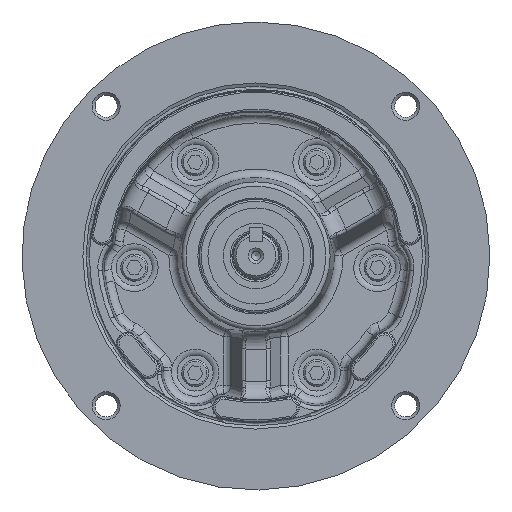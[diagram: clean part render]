
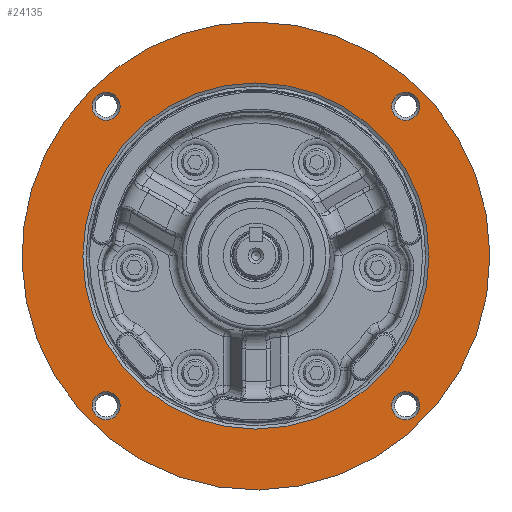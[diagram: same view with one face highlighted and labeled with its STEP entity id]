
A CAD part, top view. The second image highlights one B-rep face of the part: STEP entity #24135.
In plain terms, the highlighted face is planar.
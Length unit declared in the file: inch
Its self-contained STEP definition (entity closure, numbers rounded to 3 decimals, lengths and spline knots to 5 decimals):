
#191 = EDGE_LOOP ( 'NONE', ( #10572 ) ) ;
#669 = AXIS2_PLACEMENT_3D ( 'NONE', #21252, #33387, #24429 ) ;
#1230 = VERTEX_POINT ( 'NONE', #6782 ) ;
#1580 = CARTESIAN_POINT ( 'NONE',  ( 0., 2.08, -1.885 ) ) ;
#2818 = AXIS2_PLACEMENT_3D ( 'NONE', #25942, #38045, #10845 ) ;
#3868 = DIRECTION ( 'NONE',  ( 0., 0., 1. ) ) ;
#4019 = VERTEX_POINT ( 'NONE', #33632 ) ;
#4271 = FACE_BOUND ( 'NONE', #191, .T. ) ;
#4515 = CARTESIAN_POINT ( 'NONE',  ( 0., 0., 0. ) ) ;
#4642 = DIRECTION ( 'NONE',  ( -1., 0., 0. ) ) ;
#5078 = DIRECTION ( 'NONE',  ( 0., 1., 0. ) ) ;
#6023 = VERTEX_POINT ( 'NONE', #8274 ) ;
#6156 = EDGE_CURVE ( 'NONE', #6584, #6584, #19079, .T. ) ;
#6412 = DIRECTION ( 'NONE',  ( -1., 0., 0. ) ) ;
#6584 = VERTEX_POINT ( 'NONE', #37004 ) ;
#6782 = CARTESIAN_POINT ( 'NONE',  ( 0., -2.08, 2.275 ) ) ;
#6874 = EDGE_CURVE ( 'NONE', #1230, #1230, #37152, .T. ) ;
#8274 = CARTESIAN_POINT ( 'NONE',  ( 0., 2.08, 2.275 ) ) ;
#8327 = EDGE_CURVE ( 'NONE', #4019, #4019, #37238, .T. ) ;
#8620 = AXIS2_PLACEMENT_3D ( 'NONE', #4515, #16656, #5078 ) ;
#9265 = EDGE_LOOP ( 'NONE', ( #38029 ) ) ;
#9627 = FACE_BOUND ( 'NONE', #25830, .T. ) ;
#10422 = FACE_BOUND ( 'NONE', #23037, .T. ) ;
#10572 = ORIENTED_EDGE ( 'NONE', *, *, #38038, .F. ) ;
#10845 = DIRECTION ( 'NONE',  ( 0., 0., 1. ) ) ;
#11891 = ORIENTED_EDGE ( 'NONE', *, *, #22607, .F. ) ;
#12358 = CIRCLE ( 'NONE', #25066, 0.195 ) ;
#13134 = DIRECTION ( 'NONE',  ( -1., 0., 0. ) ) ;
#13934 = ORIENTED_EDGE ( 'NONE', *, *, #6874, .F. ) ;
#16314 = DIRECTION ( 'NONE',  ( 0., 0., 1. ) ) ;
#16656 = DIRECTION ( 'NONE',  ( 1., 0., 0. ) ) ;
#19079 = CIRCLE ( 'NONE', #669, 2.40382 ) ;
#19117 = DIRECTION ( 'NONE',  ( 0., 0., 1. ) ) ;
#19564 = DIRECTION ( 'NONE',  ( 0., -1., 0. ) ) ;
#19759 = CARTESIAN_POINT ( 'NONE',  ( 0., 0., 0. ) ) ;
#21252 = CARTESIAN_POINT ( 'NONE',  ( 0., 0., 0. ) ) ;
#21660 = CARTESIAN_POINT ( 'NONE',  ( 0., -2.08, 2.08 ) ) ;
#21894 = CARTESIAN_POINT ( 'NONE',  ( 0., 2.08, -2.08 ) ) ;
#22607 = EDGE_CURVE ( 'NONE', #30209, #30209, #12358, .T. ) ;
#23037 = EDGE_LOOP ( 'NONE', ( #11891 ) ) ;
#23103 = AXIS2_PLACEMENT_3D ( 'NONE', #21894, #36999, #19117 ) ;
#24135 = ADVANCED_FACE ( 'NONE', ( #31517, #4271, #28525, #10422, #9627, #34674 ), #28910, .T. ) ;
#24429 = DIRECTION ( 'NONE',  ( 0., 1., 0. ) ) ;
#25066 = AXIS2_PLACEMENT_3D ( 'NONE', #34258, #6412, #3868 ) ;
#25109 = AXIS2_PLACEMENT_3D ( 'NONE', #21660, #13134, #16314 ) ;
#25443 = ORIENTED_EDGE ( 'NONE', *, *, #6156, .T. ) ;
#25830 = EDGE_LOOP ( 'NONE', ( #25443 ) ) ;
#25942 = CARTESIAN_POINT ( 'NONE',  ( 0., 2.08, 2.08 ) ) ;
#26176 = EDGE_LOOP ( 'NONE', ( #36564 ) ) ;
#28218 = CIRCLE ( 'NONE', #23103, 0.195 ) ;
#28525 = FACE_BOUND ( 'NONE', #30907, .T. ) ;
#28910 = PLANE ( 'NONE',  #30187 ) ;
#30025 = CIRCLE ( 'NONE', #2818, 0.195 ) ;
#30187 = AXIS2_PLACEMENT_3D ( 'NONE', #19759, #4642, #19564 ) ;
#30209 = VERTEX_POINT ( 'NONE', #33393 ) ;
#30907 = EDGE_LOOP ( 'NONE', ( #13934 ) ) ;
#31517 = FACE_BOUND ( 'NONE', #9265, .T. ) ;
#31794 = VERTEX_POINT ( 'NONE', #1580 ) ;
#33387 = DIRECTION ( 'NONE',  ( 1., 0., 0. ) ) ;
#33393 = CARTESIAN_POINT ( 'NONE',  ( 0., -2.08, -1.885 ) ) ;
#33632 = CARTESIAN_POINT ( 'NONE',  ( 0., 3.25, 0. ) ) ;
#34258 = CARTESIAN_POINT ( 'NONE',  ( 0., -2.08, -2.08 ) ) ;
#34674 = FACE_OUTER_BOUND ( 'NONE', #26176, .T. ) ;
#36564 = ORIENTED_EDGE ( 'NONE', *, *, #8327, .F. ) ;
#36958 = EDGE_CURVE ( 'NONE', #31794, #31794, #28218, .T. ) ;
#36999 = DIRECTION ( 'NONE',  ( -1., 0., 0. ) ) ;
#37004 = CARTESIAN_POINT ( 'NONE',  ( 0., 2.40382, 0. ) ) ;
#37152 = CIRCLE ( 'NONE', #25109, 0.195 ) ;
#37238 = CIRCLE ( 'NONE', #8620, 3.25 ) ;
#38029 = ORIENTED_EDGE ( 'NONE', *, *, #36958, .F. ) ;
#38038 = EDGE_CURVE ( 'NONE', #6023, #6023, #30025, .T. ) ;
#38045 = DIRECTION ( 'NONE',  ( -1., 0., 0. ) ) ;
